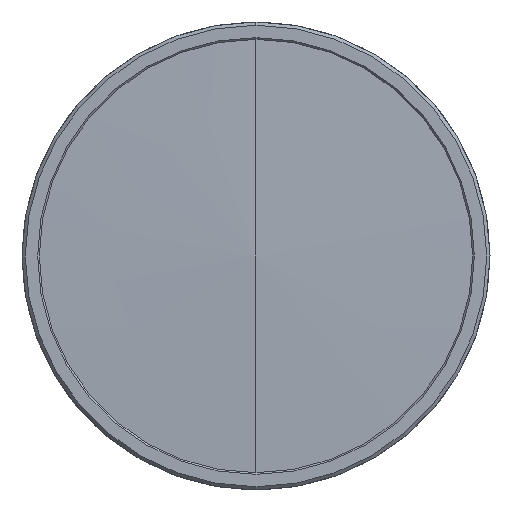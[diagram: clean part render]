
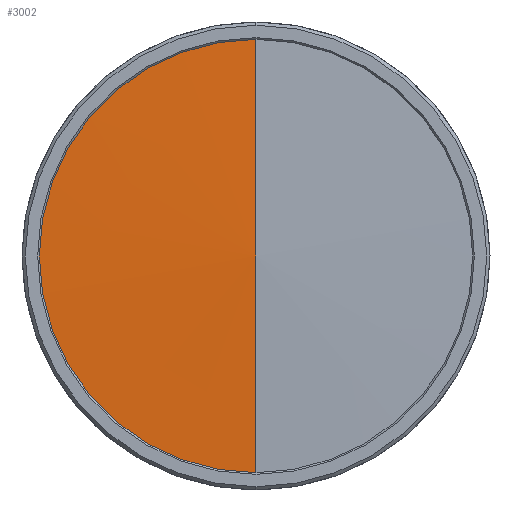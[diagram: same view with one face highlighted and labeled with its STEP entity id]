
A CAD part, left-side view. The second image highlights one B-rep face of the part: STEP entity #3002.
In plain terms, the highlighted conical face has half-angle 88.523 degrees and reference radius 68.989 mm.
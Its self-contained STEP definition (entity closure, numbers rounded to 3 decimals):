
#123 = EDGE_CURVE ( 'NONE', #1913, #3648, #165, .T. ) ;
#165 = CIRCLE ( 'NONE', #5221, 65.75 ) ;
#348 = CARTESIAN_POINT ( 'NONE',  ( 1.779, 0., 68.989 ) ) ;
#400 = LINE ( 'NONE', #4314, #3480 ) ;
#774 = ORIENTED_EDGE ( 'NONE', *, *, #4313, .T. ) ;
#798 = DIRECTION ( 'NONE',  ( 0., 0., -1. ) ) ;
#1116 = EDGE_LOOP ( 'NONE', ( #2661, #774, #6373, #2630 ) ) ;
#1286 = DIRECTION ( 'NONE',  ( 0., 0., -1. ) ) ;
#1354 = CARTESIAN_POINT ( 'NONE',  ( 1.696, 0., 65.75 ) ) ;
#1913 = VERTEX_POINT ( 'NONE', #3477 ) ;
#2024 = FACE_OUTER_BOUND ( 'NONE', #1116, .T. ) ;
#2123 = VERTEX_POINT ( 'NONE', #3832 ) ;
#2137 = AXIS2_PLACEMENT_3D ( 'NONE', #2361, #5790, #798 ) ;
#2361 = CARTESIAN_POINT ( 'NONE',  ( 1.779, 0., 0. ) ) ;
#2472 = CIRCLE ( 'NONE', #2848, 65.75 ) ;
#2630 = ORIENTED_EDGE ( 'NONE', *, *, #123, .F. ) ;
#2661 = ORIENTED_EDGE ( 'NONE', *, *, #4051, .F. ) ;
#2848 = AXIS2_PLACEMENT_3D ( 'NONE', #4130, #5637, #1286 ) ;
#2905 = DIRECTION ( 'NONE',  ( 0.026, 0., 1. ) ) ;
#2971 = CARTESIAN_POINT ( 'NONE',  ( 1.696, 0., 0. ) ) ;
#3002 = ADVANCED_FACE ( 'NONE', ( #2024 ), #4573, .T. ) ;
#3477 = CARTESIAN_POINT ( 'NONE',  ( 1.696, 0., -65.75 ) ) ;
#3480 = VECTOR ( 'NONE', #5275, 1000. ) ;
#3648 = VERTEX_POINT ( 'NONE', #5542 ) ;
#3832 = CARTESIAN_POINT ( 'NONE',  ( 0., 0., 0. ) ) ;
#4051 = EDGE_CURVE ( 'NONE', #2123, #1913, #400, .T. ) ;
#4130 = CARTESIAN_POINT ( 'NONE',  ( 1.696, 0., 0. ) ) ;
#4252 = EDGE_CURVE ( 'NONE', #3648, #4349, #2472, .T. ) ;
#4313 = EDGE_CURVE ( 'NONE', #2123, #4349, #5971, .T. ) ;
#4314 = CARTESIAN_POINT ( 'NONE',  ( 1.779, 0., -68.989 ) ) ;
#4349 = VERTEX_POINT ( 'NONE', #1354 ) ;
#4493 = VECTOR ( 'NONE', #2905, 1000. ) ;
#4573 = CONICAL_SURFACE ( 'NONE', #2137, 68.989, 1.545 ) ;
#4895 = DIRECTION ( 'NONE',  ( 0., 0., -1. ) ) ;
#5221 = AXIS2_PLACEMENT_3D ( 'NONE', #2971, #5907, #4895 ) ;
#5275 = DIRECTION ( 'NONE',  ( 0.026, 0., -1. ) ) ;
#5542 = CARTESIAN_POINT ( 'NONE',  ( 1.696, 65.75, 0. ) ) ;
#5637 = DIRECTION ( 'NONE',  ( 1., 0., 0. ) ) ;
#5790 = DIRECTION ( 'NONE',  ( 1., 0., 0. ) ) ;
#5907 = DIRECTION ( 'NONE',  ( 1., 0., 0. ) ) ;
#5971 = LINE ( 'NONE', #348, #4493 ) ;
#6373 = ORIENTED_EDGE ( 'NONE', *, *, #4252, .F. ) ;
